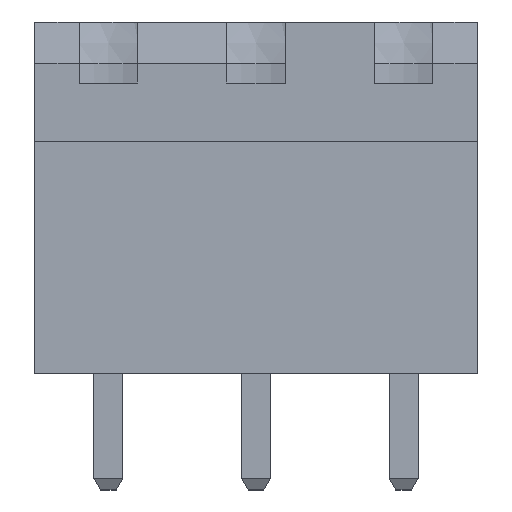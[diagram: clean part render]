
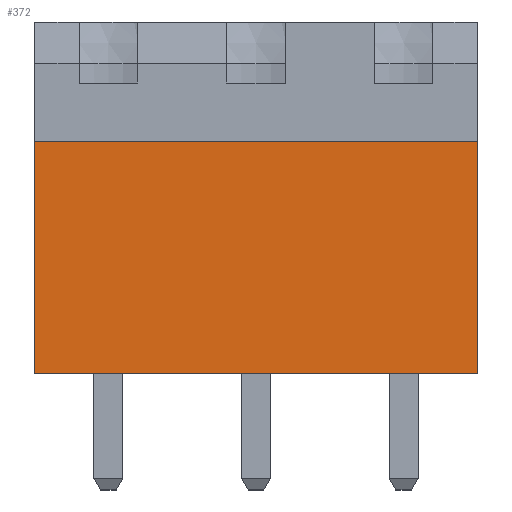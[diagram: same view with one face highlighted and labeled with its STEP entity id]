
A CAD part, top view. The second image highlights one B-rep face of the part: STEP entity #372.
In plain terms, the highlighted planar face has unit normal (0, 0, 1).
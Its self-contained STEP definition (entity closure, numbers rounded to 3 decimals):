
#372=ADVANCED_FACE('',(#1671),#1673,.F.);
#1671=FACE_BOUND('',#1672,.T.);
#1672=EDGE_LOOP('',(#2773,#2774,#2775,#2776));
#1673=PLANE('',#1674);
#1674=AXIS2_PLACEMENT_3D('',#1675,#1676,#1677);
#1675=CARTESIAN_POINT('',(12.7,8.,3.6));
#1676=DIRECTION('',(0.,0.,-1.));
#1677=DIRECTION('',(0.,-1.,0.));
#2773=ORIENTED_EDGE('',*,*,#3371,.F.);
#2774=ORIENTED_EDGE('',*,*,#3481,.F.);
#2775=ORIENTED_EDGE('',*,*,#3391,.F.);
#2776=ORIENTED_EDGE('',*,*,#3425,.T.);
#3371=EDGE_CURVE('',#3854,#3856,#3857,.T.);
#3391=EDGE_CURVE('',#3892,#3894,#3895,.T.);
#3425=EDGE_CURVE('',#3892,#3856,#3947,.T.);
#3481=EDGE_CURVE('',#3894,#3854,#4046,.T.);
#3854=VERTEX_POINT('',#4716);
#3856=VERTEX_POINT('',#4720);
#3857=LINE('',#4721,#4722);
#3892=VERTEX_POINT('',#4797);
#3894=VERTEX_POINT('',#4801);
#3895=LINE('',#4802,#4803);
#3947=LINE('',#4922,#4923);
#4046=LINE('',#5135,#5136);
#4716=CARTESIAN_POINT('',(12.7,8.,3.6));
#4720=CARTESIAN_POINT('',(12.7,0.,3.6));
#4721=CARTESIAN_POINT('',(12.7,8.,3.6));
#4722=VECTOR('',#4723,1.);
#4723=DIRECTION('',(0.,-1.,0.));
#4797=CARTESIAN_POINT('',(-2.54,0.,3.6));
#4801=CARTESIAN_POINT('',(-2.54,8.,3.6));
#4802=CARTESIAN_POINT('',(-2.54,0.,3.6));
#4803=VECTOR('',#4804,1.);
#4804=DIRECTION('',(0.,1.,0.));
#4922=CARTESIAN_POINT('',(-2.54,0.,3.6));
#4923=VECTOR('',#4924,1.);
#4924=DIRECTION('',(1.,0.,0.));
#5135=CARTESIAN_POINT('',(-2.54,8.,3.6));
#5136=VECTOR('',#5137,1.);
#5137=DIRECTION('',(1.,0.,0.));
